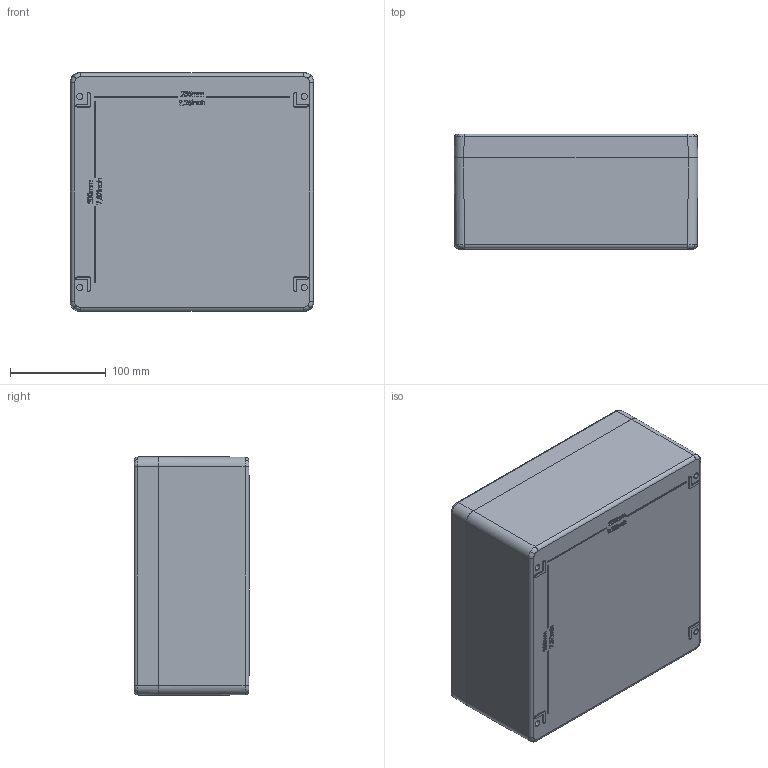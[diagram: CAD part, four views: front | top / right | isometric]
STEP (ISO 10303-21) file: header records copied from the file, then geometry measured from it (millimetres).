
FILE_DESCRIPTION (( 'STEP AP214' ), '1' );
FILE_NAME ('62252612.STEP', '2017-06-30T10:36:43', ( 'Macha' ), ( 'Hewlett-Packard Company' ), 'SwSTEP 2.0', 'SolidWorks 2015', '' );
FILE_SCHEMA (( 'AUTOMOTIVE_DESIGN' ));
Length unit declared in the file: millimetre
Products named in the file (8): 21664; 21665; 86224; 86222; 21665_Unterteil; 62252612; 82015_950; 93136
Assembly tree (18 placements, depth 3):
  62252612
    21665
      21665_Unterteil
      86222  x6
      86224  x4
    21664
    93136  x4
    82015_950
Bounding box: 255 x 121 x 250 mm (x, y, z)
Volume: 1532593.3 mm3; surface area: 508409.3 mm2
Topology: 17 solids, 17 shells, 1673 faces, 4156 edges, 2606 vertices
Faces by surface type: plane 720, bspline 372, cylinder 268, cone 215, torus 98
Entity records: 57479 total; most frequent: CARTESIAN_POINT 28588, ORIENTED_EDGE 6528, DIRECTION 4934, EDGE_CURVE 3264, VERTEX_POINT 2068, VECTOR 1780, LINE 1780, AXIS2_PLACEMENT_3D 1577
